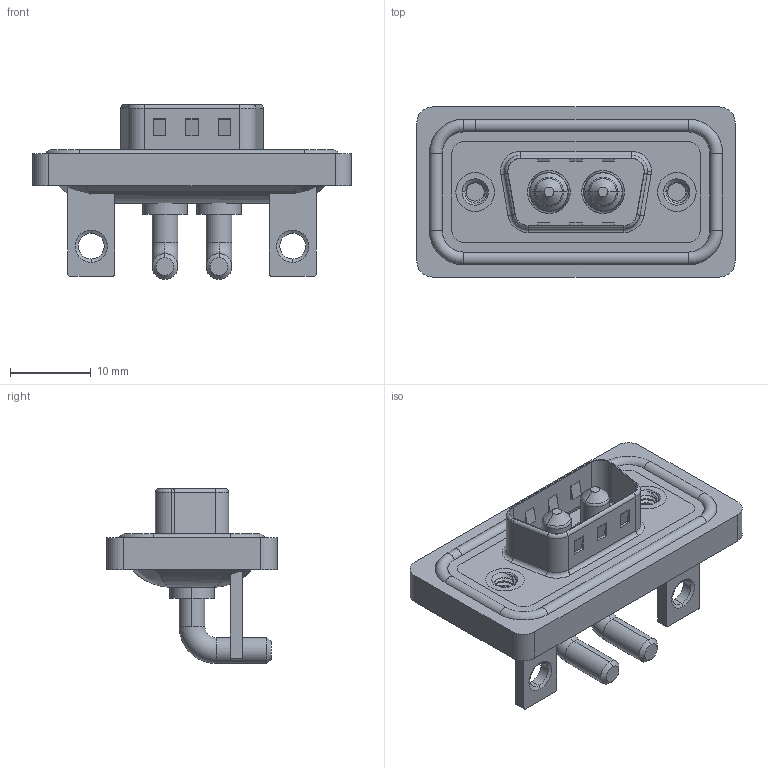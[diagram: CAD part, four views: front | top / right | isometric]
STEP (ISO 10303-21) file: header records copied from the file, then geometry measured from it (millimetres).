
FILE_DESCRIPTION (( 'STEP AP203' ), '1' );
FILE_NAME ('629W2W2-240-3N4.STEP', '2024-04-11T11:24:19', ( '' ), ( '' ), 'SwSTEP 2.0', 'SolidWorks 2023', '' );
FILE_SCHEMA (( 'CONFIG_CONTROL_DESIGN' ));
Length unit declared in the file: millimetre
Products named in the file (8): 629W2W2-240-3N4; 629Combo Threaded Rivet_3; 629Combo Shell Front_09 Contacts; 629Combo Shell Rear_09 Contacts; 629Combo Waterproof Housing_09 Contacts; Power Pin_30A RA; 629Combo Stabilizer Bracket; 629Combo Housing_2W2
Assembly tree (10 placements, depth 2):
  629W2W2-240-3N4
    629Combo Housing_2W2
    629Combo Shell Rear_09 Contacts
    629Combo Shell Front_09 Contacts
    629Combo Waterproof Housing_09 Contacts
    629Combo Threaded Rivet_3  x2
    629Combo Stabilizer Bracket  x2
    Power Pin_30A RA  x2
Bounding box: 39.5 x 21.1 x 21.7 mm (x, y, z)
Volume: 4918.1 mm3; surface area: 7791 mm2
Topology: 13 solids, 13 shells, 537 faces, 1311 edges, 819 vertices
Faces by surface type: cylinder 240, plane 185, torus 72, cone 28, bspline 12
Entity records: 15806 total; most frequent: CARTESIAN_POINT 4082, DIRECTION 2394, ORIENTED_EDGE 2182, EDGE_CURVE 1091, AXIS2_PLACEMENT_3D 917, VERTEX_POINT 684, LINE 560, VECTOR 560
